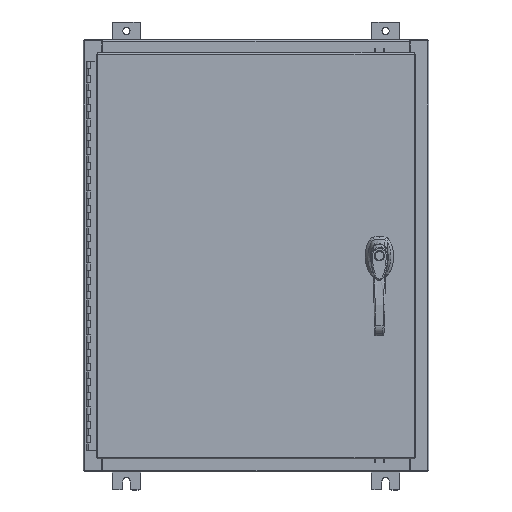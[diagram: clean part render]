
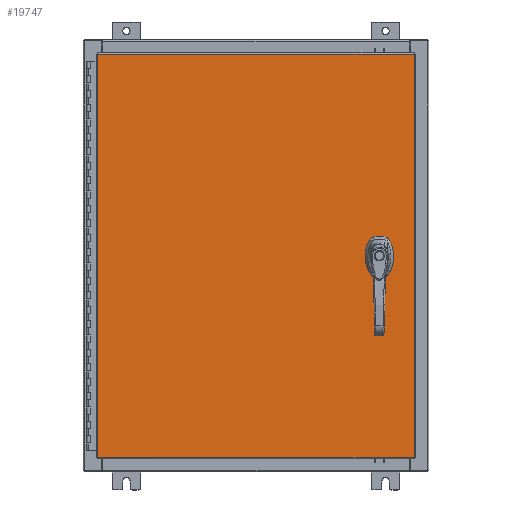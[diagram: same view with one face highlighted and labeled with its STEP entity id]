
A CAD part, top view. The second image highlights one B-rep face of the part: STEP entity #19747.
In plain terms, the highlighted planar face has unit normal (0, 0, 1).
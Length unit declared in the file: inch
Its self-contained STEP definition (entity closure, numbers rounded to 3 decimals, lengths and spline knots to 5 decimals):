
#1146 = ORIENTED_EDGE ( 'NONE', *, *, #32073, .T. ) ;
#1298 = LINE ( 'NONE', #5075, #19613 ) ;
#1514 = CARTESIAN_POINT ( 'NONE',  ( 8.578, 0., 0. ) ) ;
#2604 = VERTEX_POINT ( 'NONE', #5921 ) ;
#2879 = CARTESIAN_POINT ( 'NONE',  ( 8.578, 0., 0. ) ) ;
#3645 = VERTEX_POINT ( 'NONE', #24648 ) ;
#4436 = DIRECTION ( 'NONE',  ( 0., 0., 1. ) ) ;
#5075 = CARTESIAN_POINT ( 'NONE',  ( 0., -0.403, 0. ) ) ;
#5260 = CARTESIAN_POINT ( 'NONE',  ( 10.9903, -14.0063, 0. ) ) ;
#5636 = CARTESIAN_POINT ( 'NONE',  ( 8.578, -1.338, 0. ) ) ;
#5921 = CARTESIAN_POINT ( 'NONE',  ( 8.7495, -1.338, 0. ) ) ;
#6168 = ORIENTED_EDGE ( 'NONE', *, *, #11841, .T. ) ;
#10559 = DIRECTION ( 'NONE',  ( 1., 0., 0. ) ) ;
#11715 = EDGE_CURVE ( 'NONE', #95868, #3645, #48080, .T. ) ;
#11841 = EDGE_CURVE ( 'NONE', #28561, #17537, #84912, .T. ) ;
#11924 = DIRECTION ( 'NONE',  ( 1., 0., 0. ) ) ;
#13569 = AXIS2_PLACEMENT_3D ( 'NONE', #5636, #68951, #14691 ) ;
#13579 = EDGE_CURVE ( 'NONE', #99507, #104714, #60608, .T. ) ;
#14070 = ORIENTED_EDGE ( 'NONE', *, *, #70926, .F. ) ;
#14142 = DIRECTION ( 'NONE',  ( 1., 0., 0. ) ) ;
#14691 = DIRECTION ( 'NONE',  ( 1., 0., 0. ) ) ;
#15070 = ORIENTED_EDGE ( 'NONE', *, *, #44291, .F. ) ;
#15732 = ORIENTED_EDGE ( 'NONE', *, *, #31827, .F. ) ;
#17537 = VERTEX_POINT ( 'NONE', #40582 ) ;
#18100 = EDGE_CURVE ( 'NONE', #43279, #2604, #69995, .T. ) ;
#19613 = VECTOR ( 'NONE', #14142, 39.37008 ) ;
#19747 = ADVANCED_FACE ( 'NONE', ( #99480, #30067, #102322 ), #75591, .F. ) ;
#20313 = AXIS2_PLACEMENT_3D ( 'NONE', #37249, #100614, #46350 ) ;
#21307 = DIRECTION ( 'NONE',  ( 0., 0., -1. ) ) ;
#21463 = ORIENTED_EDGE ( 'NONE', *, *, #116787, .F. ) ;
#24648 = CARTESIAN_POINT ( 'NONE',  ( 8.37777, -0.403, 0. ) ) ;
#26315 = VERTEX_POINT ( 'NONE', #70599 ) ;
#27062 = ORIENTED_EDGE ( 'NONE', *, *, #18100, .F. ) ;
#27432 = CARTESIAN_POINT ( 'NONE',  ( -10.9903, -14.0063, 0. ) ) ;
#28561 = VERTEX_POINT ( 'NONE', #73226 ) ;
#29909 = DIRECTION ( 'NONE',  ( 0., -1., 0. ) ) ;
#30037 = EDGE_LOOP ( 'NONE', ( #116191, #27062 ) ) ;
#30067 = FACE_OUTER_BOUND ( 'NONE', #79068, .T. ) ;
#31827 = EDGE_CURVE ( 'NONE', #57342, #95868, #102934, .T. ) ;
#32073 = EDGE_CURVE ( 'NONE', #104714, #28561, #112828, .T. ) ;
#35498 = AXIS2_PLACEMENT_3D ( 'NONE', #93766, #39474, #102842 ) ;
#35628 = CARTESIAN_POINT ( 'NONE',  ( 10.9903, 14.0063, 0. ) ) ;
#36415 = EDGE_LOOP ( 'NONE', ( #116038, #92584, #21463, #69611, #15732, #15070, #49694, #14070 ) ) ;
#36535 = DIRECTION ( 'NONE',  ( 1., 0., 0. ) ) ;
#37249 = CARTESIAN_POINT ( 'NONE',  ( 8.578, 0., 0. ) ) ;
#38020 = EDGE_CURVE ( 'NONE', #55193, #26315, #80472, .T. ) ;
#38818 = VERTEX_POINT ( 'NONE', #42121 ) ;
#39474 = DIRECTION ( 'NONE',  ( 0., 0., 1. ) ) ;
#40582 = CARTESIAN_POINT ( 'NONE',  ( -10.9903, -14.0063, 0. ) ) ;
#42121 = CARTESIAN_POINT ( 'NONE',  ( 8.37777, 0.403, 0. ) ) ;
#43279 = VERTEX_POINT ( 'NONE', #77585 ) ;
#44291 = EDGE_CURVE ( 'NONE', #38818, #57342, #76864, .T. ) ;
#44430 = EDGE_CURVE ( 'NONE', #49876, #26315, #95257, .T. ) ;
#46350 = DIRECTION ( 'NONE',  ( 1., 0., 0. ) ) ;
#48080 = CIRCLE ( 'NONE', #116412, 0.45 ) ;
#49011 = DIRECTION ( 'NONE',  ( 0., -1., 0. ) ) ;
#49694 = ORIENTED_EDGE ( 'NONE', *, *, #62871, .F. ) ;
#49876 = VERTEX_POINT ( 'NONE', #85648 ) ;
#50336 = CARTESIAN_POINT ( 'NONE',  ( 8.175, -0.20023, 0. ) ) ;
#54204 = ORIENTED_EDGE ( 'NONE', *, *, #13579, .T. ) ;
#55193 = VERTEX_POINT ( 'NONE', #56072 ) ;
#56072 = CARTESIAN_POINT ( 'NONE',  ( 8.981, 0.20023, 0. ) ) ;
#56322 = VECTOR ( 'NONE', #49011, 39.37008 ) ;
#56477 = ORIENTED_EDGE ( 'NONE', *, *, #110996, .T. ) ;
#57342 = VERTEX_POINT ( 'NONE', #100737 ) ;
#58578 = CARTESIAN_POINT ( 'NONE',  ( 8.578, 0., 0. ) ) ;
#60608 = LINE ( 'NONE', #64832, #81859 ) ;
#61330 = CARTESIAN_POINT ( 'NONE',  ( 8.77823, 0.403, 0. ) ) ;
#62871 = EDGE_CURVE ( 'NONE', #85724, #38818, #107599, .T. ) ;
#63693 = VECTOR ( 'NONE', #29909, 39.37008 ) ;
#64806 = DIRECTION ( 'NONE',  ( 0., 0., 1. ) ) ;
#64832 = CARTESIAN_POINT ( 'NONE',  ( 10.9903, -14.0063, 0. ) ) ;
#65700 = CARTESIAN_POINT ( 'NONE',  ( 0., 0., 0. ) ) ;
#65764 = LINE ( 'NONE', #27432, #108203 ) ;
#66182 = DIRECTION ( 'NONE',  ( 0., 0., 1. ) ) ;
#67734 = DIRECTION ( 'NONE',  ( 1., 0., 0. ) ) ;
#67793 = DIRECTION ( 'NONE',  ( 0., -1., 0. ) ) ;
#68052 = CARTESIAN_POINT ( 'NONE',  ( 10.9903, 14.0063, 0. ) ) ;
#68951 = DIRECTION ( 'NONE',  ( 0., 0., 1. ) ) ;
#69611 = ORIENTED_EDGE ( 'NONE', *, *, #11715, .F. ) ;
#69995 = CIRCLE ( 'NONE', #13569, 0.1715 ) ;
#70599 = CARTESIAN_POINT ( 'NONE',  ( 8.981, -0.20023, 0. ) ) ;
#70817 = CIRCLE ( 'NONE', #35498, 0.1715 ) ;
#70926 = EDGE_CURVE ( 'NONE', #55193, #85724, #91931, .T. ) ;
#73226 = CARTESIAN_POINT ( 'NONE',  ( -10.9903, 14.0063, 0. ) ) ;
#75591 = PLANE ( 'NONE',  #79661 ) ;
#76864 = CIRCLE ( 'NONE', #20313, 0.45 ) ;
#77585 = CARTESIAN_POINT ( 'NONE',  ( 8.4065, -1.338, 0. ) ) ;
#78754 = AXIS2_PLACEMENT_3D ( 'NONE', #58578, #4436, #67734 ) ;
#78876 = VECTOR ( 'NONE', #67793, 39.37008 ) ;
#79068 = EDGE_LOOP ( 'NONE', ( #56477, #54204, #1146, #6168 ) ) ;
#79661 = AXIS2_PLACEMENT_3D ( 'NONE', #65700, #21307, #84646 ) ;
#80472 = LINE ( 'NONE', #85083, #56322 ) ;
#81859 = VECTOR ( 'NONE', #82999, 39.37008 ) ;
#82999 = DIRECTION ( 'NONE',  ( 0., 1., 0. ) ) ;
#84138 = CARTESIAN_POINT ( 'NONE',  ( -10.9903, 14.0063, 0. ) ) ;
#84646 = DIRECTION ( 'NONE',  ( -1., 0., 0. ) ) ;
#84912 = LINE ( 'NONE', #84138, #63693 ) ;
#85083 = CARTESIAN_POINT ( 'NONE',  ( 8.981, 0., 0. ) ) ;
#85648 = CARTESIAN_POINT ( 'NONE',  ( 8.77823, -0.403, 0. ) ) ;
#85724 = VERTEX_POINT ( 'NONE', #61330 ) ;
#87080 = AXIS2_PLACEMENT_3D ( 'NONE', #2879, #66182, #11924 ) ;
#91931 = CIRCLE ( 'NONE', #78754, 0.45 ) ;
#92584 = ORIENTED_EDGE ( 'NONE', *, *, #44430, .F. ) ;
#93766 = CARTESIAN_POINT ( 'NONE',  ( 8.578, -1.338, 0. ) ) ;
#95257 = CIRCLE ( 'NONE', #87080, 0.45 ) ;
#95375 = DIRECTION ( 'NONE',  ( -1., 0., 0. ) ) ;
#95868 = VERTEX_POINT ( 'NONE', #50336 ) ;
#99006 = DIRECTION ( 'NONE',  ( -1., 0., 0. ) ) ;
#99079 = VECTOR ( 'NONE', #95375, 39.37008 ) ;
#99480 = FACE_BOUND ( 'NONE', #30037, .T. ) ;
#99507 = VERTEX_POINT ( 'NONE', #5260 ) ;
#100614 = DIRECTION ( 'NONE',  ( 0., 0., 1. ) ) ;
#100737 = CARTESIAN_POINT ( 'NONE',  ( 8.175, 0.20023, 0. ) ) ;
#101426 = EDGE_CURVE ( 'NONE', #2604, #43279, #70817, .T. ) ;
#102322 = FACE_BOUND ( 'NONE', #36415, .T. ) ;
#102842 = DIRECTION ( 'NONE',  ( 1., 0., 0. ) ) ;
#102934 = LINE ( 'NONE', #103389, #78876 ) ;
#103389 = CARTESIAN_POINT ( 'NONE',  ( 8.175, 0., 0. ) ) ;
#104459 = CARTESIAN_POINT ( 'NONE',  ( 0., 0.403, 0. ) ) ;
#104714 = VERTEX_POINT ( 'NONE', #68052 ) ;
#107599 = LINE ( 'NONE', #104459, #99079 ) ;
#108203 = VECTOR ( 'NONE', #36535, 39.37008 ) ;
#109983 = VECTOR ( 'NONE', #99006, 39.37008 ) ;
#110996 = EDGE_CURVE ( 'NONE', #17537, #99507, #65764, .T. ) ;
#112828 = LINE ( 'NONE', #35628, #109983 ) ;
#116038 = ORIENTED_EDGE ( 'NONE', *, *, #38020, .T. ) ;
#116191 = ORIENTED_EDGE ( 'NONE', *, *, #101426, .F. ) ;
#116412 = AXIS2_PLACEMENT_3D ( 'NONE', #1514, #64806, #10559 ) ;
#116787 = EDGE_CURVE ( 'NONE', #3645, #49876, #1298, .T. ) ;
